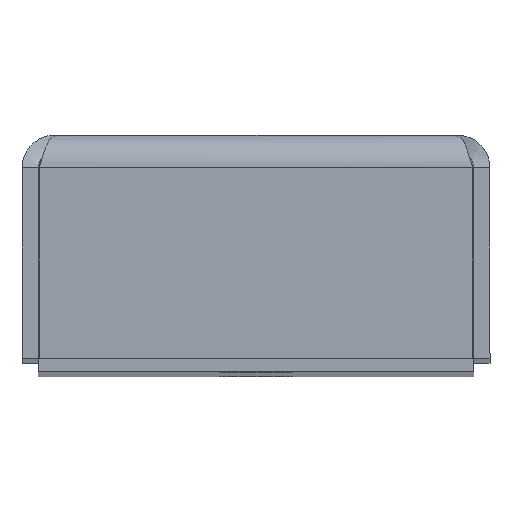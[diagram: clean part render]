
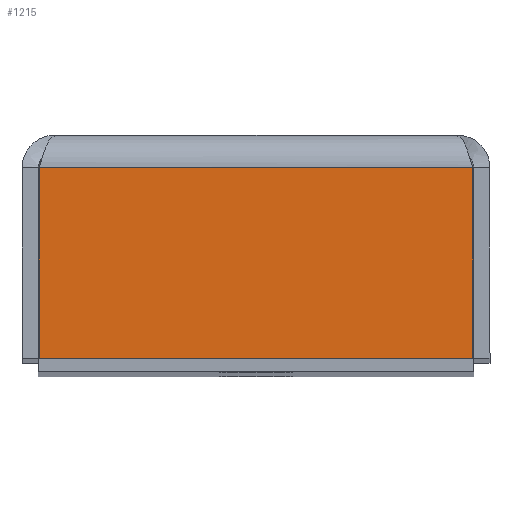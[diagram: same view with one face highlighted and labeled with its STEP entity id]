
A CAD part, top view. The second image highlights one B-rep face of the part: STEP entity #1215.
In plain terms, the highlighted planar face has unit normal (0, 0, 1).
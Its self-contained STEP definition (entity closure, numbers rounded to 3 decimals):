
#101=FACE_OUTER_BOUND($,#168,.T.);
#168=EDGE_LOOP($,(#886,#887,#888,#889));
#277=LINE($,#1822,#411);
#279=LINE($,#1842,#413);
#286=LINE($,#1908,#420);
#289=LINE($,#1913,#423);
#411=VECTOR($,#1468,39.859);
#413=VECTOR($,#1472,17.5);
#420=VECTOR($,#1481,17.5);
#423=VECTOR($,#1486,39.859);
#535=VERTEX_POINT($,#1820);
#536=VERTEX_POINT($,#1821);
#539=VERTEX_POINT($,#1841);
#543=VERTEX_POINT($,#1907);
#654=EDGE_CURVE($,#535,#536,#277,.T.);
#658=EDGE_CURVE($,#539,#536,#279,.T.);
#667=EDGE_CURVE($,#535,#543,#286,.T.);
#670=EDGE_CURVE($,#543,#539,#289,.T.);
#886=ORIENTED_EDGE($,*,*,#654,.T.);
#887=ORIENTED_EDGE($,*,*,#658,.F.);
#888=ORIENTED_EDGE($,*,*,#670,.F.);
#889=ORIENTED_EDGE($,*,*,#667,.F.);
#1090=PLANE($,#1293);
#1215=ADVANCED_FACE($,(#101),#1090,.T.);
#1293=AXIS2_PLACEMENT_3D($,#1915,#1488,#1489);
#1468=DIRECTION($,(-1.,0.,0.));
#1472=DIRECTION($,(0.,1.,0.));
#1481=DIRECTION($,(0.,-1.,0.));
#1486=DIRECTION($,(-1.,0.,0.));
#1488=DIRECTION('center_axis',(0.,0.,
1.));
#1489=DIRECTION('ref_axis',(1.,0.,0.));
#1820=CARTESIAN_POINT('',(19.929,13.74,134.5));
#1821=CARTESIAN_POINT('',(-19.929,13.74,134.5));
#1822=CARTESIAN_POINT($,(0.,13.74,134.5));
#1841=CARTESIAN_POINT('',(-19.929,-3.76,134.5));
#1842=CARTESIAN_POINT($,(-19.929,13.74,134.5));
#1907=CARTESIAN_POINT('',(19.929,-3.76,134.5));
#1908=CARTESIAN_POINT($,(19.929,13.74,134.5));
#1913=CARTESIAN_POINT($,(19.929,-3.76,134.5));
#1915=CARTESIAN_POINT('Origin',(0.,148.232,
134.5));
